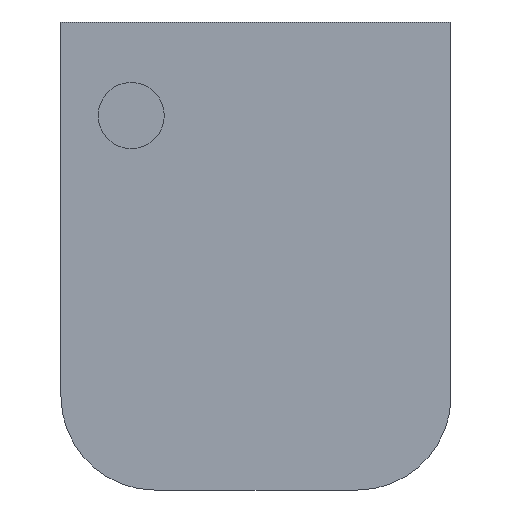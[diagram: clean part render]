
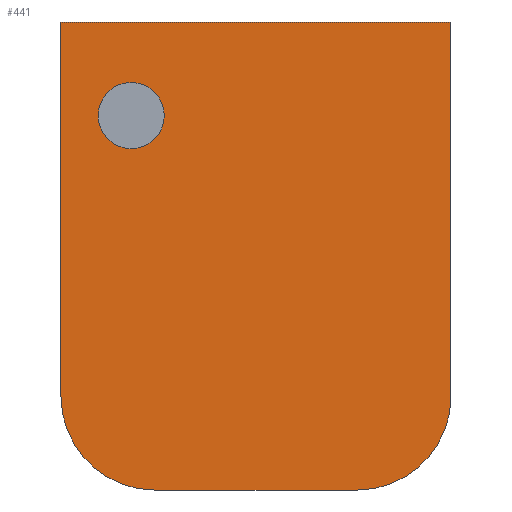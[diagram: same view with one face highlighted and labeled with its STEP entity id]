
A CAD part, front view. The second image highlights one B-rep face of the part: STEP entity #441.
In plain terms, the highlighted planar face has unit normal (0, -1, 0).
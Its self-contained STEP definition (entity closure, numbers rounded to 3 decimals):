
#21=FACE_BOUND('',#94,.T.);
#59=FACE_OUTER_BOUND('',#93,.T.);
#93=EDGE_LOOP('',(#389,#390,#391,#392,#393,#394));
#94=EDGE_LOOP('',(#395));
#113=LINE('',#696,#148);
#119=LINE('',#716,#154);
#128=LINE('',#762,#163);
#129=LINE('',#764,#164);
#148=VECTOR('',#556,10.);
#154=VECTOR('',#576,10.);
#163=VECTOR('',#635,10.);
#164=VECTOR('',#638,10.);
#170=CIRCLE('',#469,4.243);
#174=CIRCLE('',#476,12.);
#175=CIRCLE('',#479,12.);
#202=VERTEX_POINT('',#687);
#204=VERTEX_POINT('',#693);
#205=VERTEX_POINT('',#695);
#210=VERTEX_POINT('',#709);
#211=VERTEX_POINT('',#711);
#212=VERTEX_POINT('',#715);
#224=VERTEX_POINT('',#760);
#246=EDGE_CURVE('',#202,#202,#170,.T.);
#249=EDGE_CURVE('',#204,#205,#113,.T.);
#257=EDGE_CURVE('',#210,#211,#174,.T.);
#259=EDGE_CURVE('',#211,#212,#119,.T.);
#261=EDGE_CURVE('',#212,#204,#175,.T.);
#280=EDGE_CURVE('',#224,#210,#128,.T.);
#281=EDGE_CURVE('',#205,#224,#129,.T.);
#389=ORIENTED_EDGE('',*,*,#257,.F.);
#390=ORIENTED_EDGE('',*,*,#280,.F.);
#391=ORIENTED_EDGE('',*,*,#281,.F.);
#392=ORIENTED_EDGE('',*,*,#249,.F.);
#393=ORIENTED_EDGE('',*,*,#261,.F.);
#394=ORIENTED_EDGE('',*,*,#259,.F.);
#395=ORIENTED_EDGE('',*,*,#246,.T.);
#413=PLANE('',#505);
#441=ADVANCED_FACE('',(#59,#21),#413,.F.);
#469=AXIS2_PLACEMENT_3D('',#689,#550,#551);
#476=AXIS2_PLACEMENT_3D('',#712,#571,#572);
#479=AXIS2_PLACEMENT_3D('',#719,#580,#581);
#505=AXIS2_PLACEMENT_3D('',#766,#641,#642);
#550=DIRECTION('center_axis',(0.,1.,0.));
#551=DIRECTION('ref_axis',(-1.,0.,0.));
#556=DIRECTION('',(0.,0.,1.));
#571=DIRECTION('center_axis',(0.,1.,0.));
#572=DIRECTION('ref_axis',(0.707,0.,-0.707));
#576=DIRECTION('',(-1.,0.,0.));
#580=DIRECTION('center_axis',(0.,1.,0.));
#581=DIRECTION('ref_axis',(-0.707,0.,-0.707));
#635=DIRECTION('',(0.,0.,-1.));
#638=DIRECTION('',(1.,0.,0.));
#641=DIRECTION('center_axis',(0.,1.,0.));
#642=DIRECTION('ref_axis',(1.,0.,0.));
#687=CARTESIAN_POINT('',(13.243,0.,-12.));
#689=CARTESIAN_POINT('Origin',(9.,0.,-12.));
#693=CARTESIAN_POINT('',(0.,0.,-48.));
#695=CARTESIAN_POINT('',(0.,0.,0.));
#696=CARTESIAN_POINT('',(0.,0.,-60.));
#709=CARTESIAN_POINT('',(50.,0.,-48.));
#711=CARTESIAN_POINT('',(38.,0.,-60.));
#712=CARTESIAN_POINT('Origin',(38.,0.,-48.));
#715=CARTESIAN_POINT('',(12.,0.,-60.));
#716=CARTESIAN_POINT('',(50.,0.,-60.));
#719=CARTESIAN_POINT('Origin',(12.,0.,-48.));
#760=CARTESIAN_POINT('',(50.,0.,0.));
#762=CARTESIAN_POINT('',(50.,0.,0.));
#764=CARTESIAN_POINT('',(0.,0.,0.));
#766=CARTESIAN_POINT('Origin',(25.,0.,-30.));
